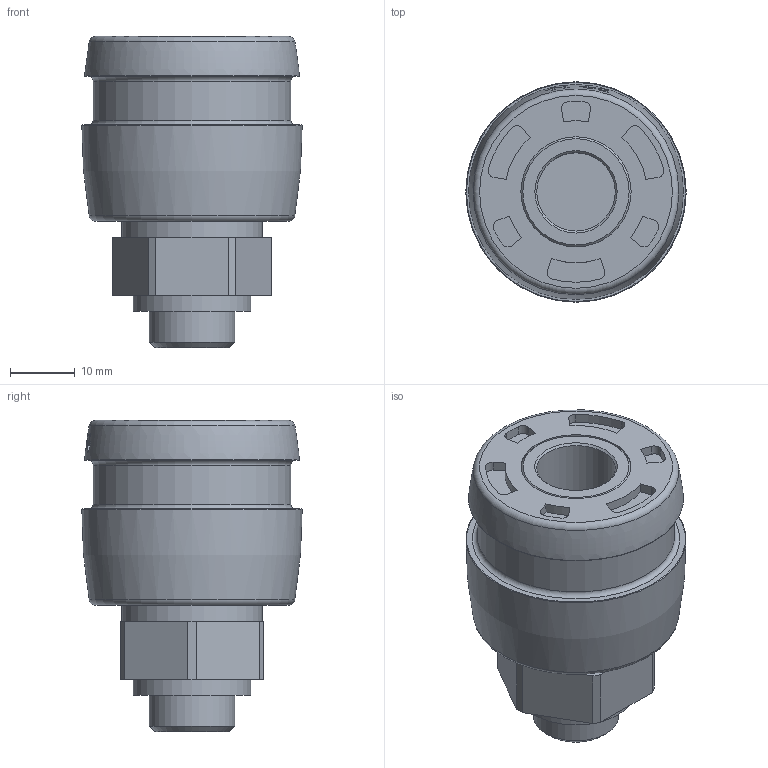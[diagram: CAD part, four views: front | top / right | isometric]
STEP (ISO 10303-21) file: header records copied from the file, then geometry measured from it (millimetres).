
FILE_DESCRIPTION(/* description */ ('STEP AP214'),/* implementation_level */ '2;1');
FILE_NAME(/* name */ '8059267_NPHS-D6-P-G14',/* time_stamp */ '2024-09-13T00:42:07+02:00',/* author */ ('License CC BY-ND 4.0'),/* organization */ ('CADENAS'),/* preprocessor_version */ 'ST-DEVELOPER v19.3',/* originating_system */ 'PARTsolutions',/* authorisation */ ' ');
FILE_SCHEMA (('AUTOMOTIVE_DESIGN {1 0 10303 214 3 1 1}'));
Length unit declared in the file: millimetre
Products named in the file (1): 8059267 NPHS-D6-P-G14
Bounding box: 34 x 34 x 48 mm (x, y, z)
Volume: 26828.6 mm3; surface area: 6993.7 mm2
Topology: 1 solids, 1 shells, 140 faces, 347 edges, 228 vertices
Faces by surface type: plane 81, cylinder 47, torus 8, cone 4
Full cylindrical faces by diameter (mm): 7.8 x1, 12.1 x1, 13.157 x1, 17 x1, 18.15 x1, 21.75 x1, 30.5 x1
Entity records: 5113 total; most frequent: CARTESIAN_POINT 861, ORIENTED_EDGE 656, DIRECTION 650, EDGE_CURVE 328, AXIS2_PLACEMENT_3D 233, VERTEX_POINT 228, LINE 184, VECTOR 184
